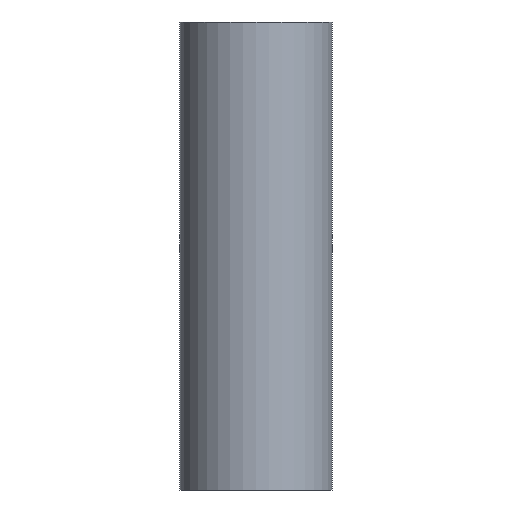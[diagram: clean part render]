
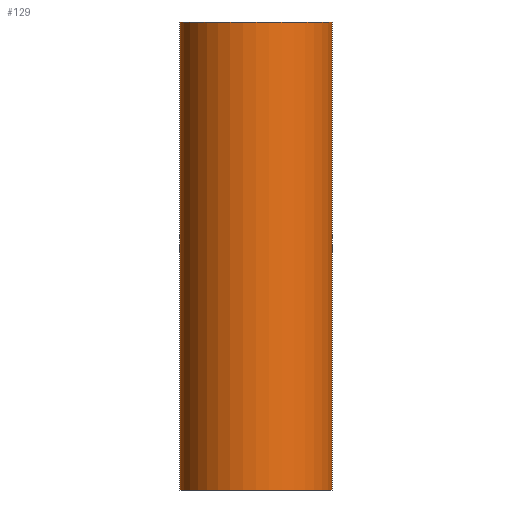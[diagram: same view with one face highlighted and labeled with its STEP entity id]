
A CAD part, front view. The second image highlights one B-rep face of the part: STEP entity #129.
In plain terms, the highlighted cylindrical face has radius 20 mm (diameter 40 mm), a full revolution.
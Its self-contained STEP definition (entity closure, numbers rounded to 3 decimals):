
#18=FACE_BOUND('',#41,.T.);
#19=FACE_BOUND('',#42,.T.);
#21=CIRCLE('',#148,20.);
#24=CIRCLE('',#153,20.);
#31=FACE_OUTER_BOUND('',#40,.T.);
#40=EDGE_LOOP('',(#111,#112,#113,#114));
#41=EDGE_LOOP('',(#115,#116));
#42=EDGE_LOOP('',(#117,#118));
#48=LINE('',#351,#52);
#52=VECTOR('',#176,20.);
#53=B_SPLINE_CURVE_WITH_KNOTS('',3,(#185,#186,#187,#188,#189,#190,#191,
#192,#193,#194,#195,#196,#197,#198,#199,#200,#201,#202),.UNSPECIFIED.,.F.,
 .F.,(4,2,2,2,2,2,2,2,4),(1.142,1.428,1.713,
1.999,2.285,2.57,2.856,3.141,
3.427),.UNSPECIFIED.);
#54=B_SPLINE_CURVE_WITH_KNOTS('',3,(#203,#204,#205,#206,#207,#208,#209,
#210,#211,#212,#213,#214,#215,#216,#217,#218,#219,#220,#221),
 .UNSPECIFIED.,.F.,.F.,(4,2,2,2,3,2,2,2,4),(3.427,3.712,
3.998,4.283,4.569,4.855,5.14,
5.426,5.711),.UNSPECIFIED.);
#57=B_SPLINE_CURVE_WITH_KNOTS('',3,(#264,#265,#266,#267,#268,#269,#270,
#271,#272,#273,#274,#275,#276,#277,#278,#279,#280,#281),.UNSPECIFIED.,.F.,
 .F.,(4,2,2,2,2,2,2,2,4),(1.142,1.428,1.713,
1.999,2.285,2.57,2.856,3.141,
3.427),.UNSPECIFIED.);
#58=B_SPLINE_CURVE_WITH_KNOTS('',3,(#282,#283,#284,#285,#286,#287,#288,
#289,#290,#291,#292,#293,#294,#295,#296,#297,#298,#299,#300),
 .UNSPECIFIED.,.F.,.F.,(4,2,2,2,3,2,2,2,4),(3.427,3.712,
3.998,4.283,4.569,4.855,5.14,
5.426,5.711),.UNSPECIFIED.);
#61=VERTEX_POINT('',#183);
#62=VERTEX_POINT('',#184);
#65=VERTEX_POINT('',#262);
#66=VERTEX_POINT('',#263);
#69=VERTEX_POINT('',#341);
#72=VERTEX_POINT('',#350);
#73=EDGE_CURVE('',#61,#62,#53,.T.);
#74=EDGE_CURVE('',#62,#61,#54,.T.);
#78=EDGE_CURVE('',#65,#66,#57,.T.);
#79=EDGE_CURVE('',#66,#65,#58,.T.);
#83=EDGE_CURVE('',#69,#69,#21,.T.);
#87=EDGE_CURVE('',#69,#72,#48,.T.);
#88=EDGE_CURVE('',#72,#72,#24,.T.);
#111=ORIENTED_EDGE('',*,*,#83,.F.);
#112=ORIENTED_EDGE('',*,*,#87,.T.);
#113=ORIENTED_EDGE('',*,*,#88,.T.);
#114=ORIENTED_EDGE('',*,*,#87,.F.);
#115=ORIENTED_EDGE('',*,*,#73,.T.);
#116=ORIENTED_EDGE('',*,*,#74,.T.);
#117=ORIENTED_EDGE('',*,*,#78,.T.);
#118=ORIENTED_EDGE('',*,*,#79,.T.);
#124=CYLINDRICAL_SURFACE('',#152,20.);
#129=ADVANCED_FACE('',(#31,#18,#19),#124,.T.);
#148=AXIS2_PLACEMENT_3D('',#342,#165,#166);
#152=AXIS2_PLACEMENT_3D('',#349,#174,#175);
#153=AXIS2_PLACEMENT_3D('',#352,#177,#178);
#165=DIRECTION('center_axis',(0.,0.,1.));
#166=DIRECTION('ref_axis',(1.,0.,0.));
#174=DIRECTION('center_axis',(0.,0.,1.));
#175=DIRECTION('ref_axis',(1.,0.,0.));
#176=DIRECTION('',(0.,0.,-1.));
#177=DIRECTION('center_axis',(0.,0.,1.));
#178=DIRECTION('ref_axis',(1.,0.,0.));
#183=CARTESIAN_POINT('',(175.,-375.,19.696));
#184=CARTESIAN_POINT('',(175.,-375.,4.696));
#185=CARTESIAN_POINT('Ctrl Pts',(175.,-375.,19.696));
#186=CARTESIAN_POINT('Ctrl Pts',(174.048,-375.,19.696));
#187=CARTESIAN_POINT('Ctrl Pts',(173.04,-375.074,19.504));
#188=CARTESIAN_POINT('Ctrl Pts',(171.194,-375.343,18.736));
#189=CARTESIAN_POINT('Ctrl Pts',(170.357,-375.534,18.16));
#190=CARTESIAN_POINT('Ctrl Pts',(169.036,-375.898,16.838));
#191=CARTESIAN_POINT('Ctrl Pts',(168.46,-376.095,16.001));
#192=CARTESIAN_POINT('Ctrl Pts',(167.692,-376.378,14.157));
#193=CARTESIAN_POINT('Ctrl Pts',(167.5,-376.46,13.148));
#194=CARTESIAN_POINT('Ctrl Pts',(167.5,-376.46,11.244));
#195=CARTESIAN_POINT('Ctrl Pts',(167.692,-376.378,10.235));
#196=CARTESIAN_POINT('Ctrl Pts',(168.46,-376.095,8.391));
#197=CARTESIAN_POINT('Ctrl Pts',(169.036,-375.898,7.554));
#198=CARTESIAN_POINT('Ctrl Pts',(170.357,-375.534,6.232));
#199=CARTESIAN_POINT('Ctrl Pts',(171.194,-375.343,5.656));
#200=CARTESIAN_POINT('Ctrl Pts',(173.04,-375.074,4.888));
#201=CARTESIAN_POINT('Ctrl Pts',(174.048,-375.,4.696));
#202=CARTESIAN_POINT('Ctrl Pts',(175.,-375.,4.696));
#203=CARTESIAN_POINT('Ctrl Pts',(175.,-375.,4.696));
#204=CARTESIAN_POINT('Ctrl Pts',(175.952,-375.,4.696));
#205=CARTESIAN_POINT('Ctrl Pts',(176.96,-375.074,4.888));
#206=CARTESIAN_POINT('Ctrl Pts',(178.806,-375.343,5.656));
#207=CARTESIAN_POINT('Ctrl Pts',(179.643,-375.534,6.232));
#208=CARTESIAN_POINT('Ctrl Pts',(180.964,-375.898,7.554));
#209=CARTESIAN_POINT('Ctrl Pts',(181.54,-376.095,8.391));
#210=CARTESIAN_POINT('Ctrl Pts',(182.308,-376.378,10.235));
#211=CARTESIAN_POINT('Ctrl Pts',(182.5,-376.46,11.244));
#212=CARTESIAN_POINT('Ctrl Pts',(182.5,-376.46,12.196));
#213=CARTESIAN_POINT('Ctrl Pts',(182.5,-376.46,13.148));
#214=CARTESIAN_POINT('Ctrl Pts',(182.308,-376.378,14.157));
#215=CARTESIAN_POINT('Ctrl Pts',(181.54,-376.095,16.001));
#216=CARTESIAN_POINT('Ctrl Pts',(180.964,-375.898,16.838));
#217=CARTESIAN_POINT('Ctrl Pts',(179.643,-375.534,18.16));
#218=CARTESIAN_POINT('Ctrl Pts',(178.806,-375.343,18.736));
#219=CARTESIAN_POINT('Ctrl Pts',(176.96,-375.074,19.504));
#220=CARTESIAN_POINT('Ctrl Pts',(175.952,-375.,19.696));
#221=CARTESIAN_POINT('Ctrl Pts',(175.,-375.,19.696));
#262=CARTESIAN_POINT('',(175.,-375.,120.082));
#263=CARTESIAN_POINT('',(175.,-375.,105.082));
#264=CARTESIAN_POINT('Ctrl Pts',(175.,-375.,120.082));
#265=CARTESIAN_POINT('Ctrl Pts',(174.048,-375.,120.082));
#266=CARTESIAN_POINT('Ctrl Pts',(173.04,-375.074,119.89));
#267=CARTESIAN_POINT('Ctrl Pts',(171.194,-375.343,119.122));
#268=CARTESIAN_POINT('Ctrl Pts',(170.357,-375.534,118.546));
#269=CARTESIAN_POINT('Ctrl Pts',(169.036,-375.898,117.225));
#270=CARTESIAN_POINT('Ctrl Pts',(168.46,-376.095,116.388));
#271=CARTESIAN_POINT('Ctrl Pts',(167.692,-376.378,114.543));
#272=CARTESIAN_POINT('Ctrl Pts',(167.5,-376.46,113.534));
#273=CARTESIAN_POINT('Ctrl Pts',(167.5,-376.46,111.63));
#274=CARTESIAN_POINT('Ctrl Pts',(167.692,-376.378,110.621));
#275=CARTESIAN_POINT('Ctrl Pts',(168.46,-376.095,108.777));
#276=CARTESIAN_POINT('Ctrl Pts',(169.036,-375.898,107.94));
#277=CARTESIAN_POINT('Ctrl Pts',(170.357,-375.534,106.618));
#278=CARTESIAN_POINT('Ctrl Pts',(171.194,-375.343,106.043));
#279=CARTESIAN_POINT('Ctrl Pts',(173.04,-375.074,105.274));
#280=CARTESIAN_POINT('Ctrl Pts',(174.048,-375.,105.082));
#281=CARTESIAN_POINT('Ctrl Pts',(175.,-375.,105.082));
#282=CARTESIAN_POINT('Ctrl Pts',(175.,-375.,105.082));
#283=CARTESIAN_POINT('Ctrl Pts',(175.952,-375.,105.082));
#284=CARTESIAN_POINT('Ctrl Pts',(176.96,-375.074,105.274));
#285=CARTESIAN_POINT('Ctrl Pts',(178.806,-375.343,106.043));
#286=CARTESIAN_POINT('Ctrl Pts',(179.643,-375.534,106.618));
#287=CARTESIAN_POINT('Ctrl Pts',(180.964,-375.898,107.94));
#288=CARTESIAN_POINT('Ctrl Pts',(181.54,-376.095,108.777));
#289=CARTESIAN_POINT('Ctrl Pts',(182.308,-376.378,110.621));
#290=CARTESIAN_POINT('Ctrl Pts',(182.5,-376.46,111.63));
#291=CARTESIAN_POINT('Ctrl Pts',(182.5,-376.46,112.582));
#292=CARTESIAN_POINT('Ctrl Pts',(182.5,-376.46,113.534));
#293=CARTESIAN_POINT('Ctrl Pts',(182.308,-376.378,114.543));
#294=CARTESIAN_POINT('Ctrl Pts',(181.54,-376.095,116.388));
#295=CARTESIAN_POINT('Ctrl Pts',(180.964,-375.898,117.225));
#296=CARTESIAN_POINT('Ctrl Pts',(179.643,-375.534,118.546));
#297=CARTESIAN_POINT('Ctrl Pts',(178.806,-375.343,119.122));
#298=CARTESIAN_POINT('Ctrl Pts',(176.96,-375.074,119.89));
#299=CARTESIAN_POINT('Ctrl Pts',(175.952,-375.,120.082));
#300=CARTESIAN_POINT('Ctrl Pts',(175.,-375.,120.082));
#341=CARTESIAN_POINT('',(155.,-395.,123.));
#342=CARTESIAN_POINT('Origin',(175.,-395.,123.));
#349=CARTESIAN_POINT('Origin',(175.,-395.,0.));
#350=CARTESIAN_POINT('',(155.,-395.,0.));
#351=CARTESIAN_POINT('',(155.,-395.,0.));
#352=CARTESIAN_POINT('Origin',(175.,-395.,0.));
